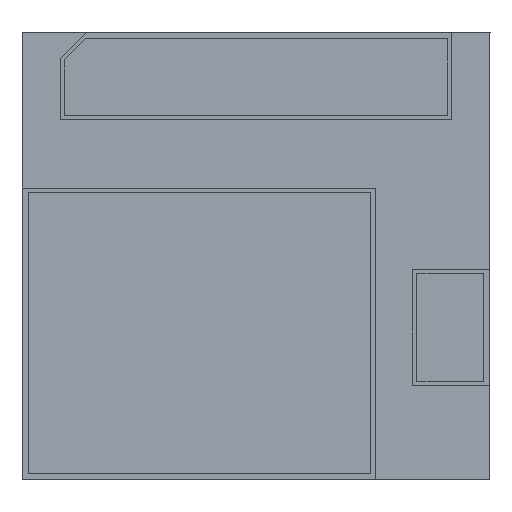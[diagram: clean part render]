
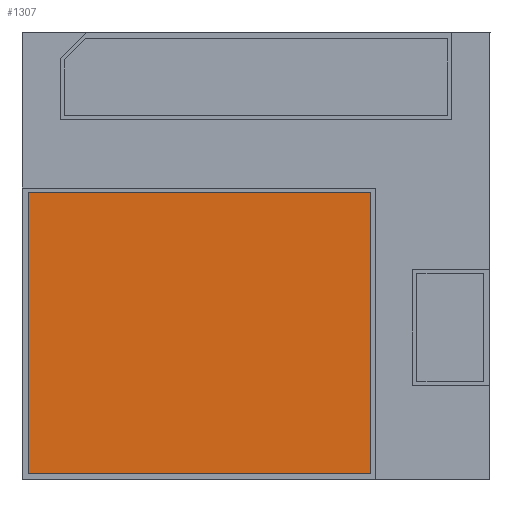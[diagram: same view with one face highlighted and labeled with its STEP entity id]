
A CAD part, top view. The second image highlights one B-rep face of the part: STEP entity #1307.
In plain terms, the highlighted planar face has unit normal (0, 0, 1).
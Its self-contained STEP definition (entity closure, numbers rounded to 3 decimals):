
#70 = ORIENTED_EDGE ( 'NONE', *, *, #1133, .T. ) ;
#73 = DIRECTION ( 'NONE',  ( -1., 0., 0. ) ) ;
#232 = LINE ( 'NONE', #717, #1051 ) ;
#371 = VECTOR ( 'NONE', #73, 1000. ) ;
#406 = DIRECTION ( 'NONE',  ( 1., 0., 0. ) ) ;
#443 = ORIENTED_EDGE ( 'NONE', *, *, #893, .T. ) ;
#457 = LINE ( 'NONE', #980, #371 ) ;
#578 = VERTEX_POINT ( 'NONE', #630 ) ;
#587 = FACE_OUTER_BOUND ( 'NONE', #922, .T. ) ;
#607 = DIRECTION ( 'NONE',  ( 0., 0., 1. ) ) ;
#630 = CARTESIAN_POINT ( 'NONE',  ( 0.05, 0.05, 0.04 ) ) ;
#643 = DIRECTION ( 'NONE',  ( 1., 0., 0. ) ) ;
#671 = ORIENTED_EDGE ( 'NONE', *, *, #1509, .T. ) ;
#700 = AXIS2_PLACEMENT_3D ( 'NONE', #1147, #607, #406 ) ;
#717 = CARTESIAN_POINT ( 'NONE',  ( 0.05, 0.05, 0.04 ) ) ;
#731 = CARTESIAN_POINT ( 'NONE',  ( 0.05, 2.8, 0.04 ) ) ;
#851 = CARTESIAN_POINT ( 'NONE',  ( 3.4, 0.05, 0.04 ) ) ;
#872 = VECTOR ( 'NONE', #1281, 1000. ) ;
#876 = VECTOR ( 'NONE', #1084, 1000. ) ;
#893 = EDGE_CURVE ( 'NONE', #578, #1107, #232, .T. ) ;
#911 = LINE ( 'NONE', #731, #872 ) ;
#922 = EDGE_LOOP ( 'NONE', ( #1119, #70, #671, #443 ) ) ;
#965 = CARTESIAN_POINT ( 'NONE',  ( 0.05, 2.8, 0.04 ) ) ;
#980 = CARTESIAN_POINT ( 'NONE',  ( 3.4, 2.8, 0.04 ) ) ;
#1023 = VERTEX_POINT ( 'NONE', #965 ) ;
#1034 = EDGE_CURVE ( 'NONE', #1107, #1120, #1142, .T. ) ;
#1051 = VECTOR ( 'NONE', #643, 1000. ) ;
#1084 = DIRECTION ( 'NONE',  ( 0., 1., 0. ) ) ;
#1107 = VERTEX_POINT ( 'NONE', #851 ) ;
#1119 = ORIENTED_EDGE ( 'NONE', *, *, #1034, .T. ) ;
#1120 = VERTEX_POINT ( 'NONE', #1547 ) ;
#1133 = EDGE_CURVE ( 'NONE', #1120, #1023, #457, .T. ) ;
#1142 = LINE ( 'NONE', #1179, #876 ) ;
#1147 = CARTESIAN_POINT ( 'NONE',  ( 0., 0., 0.04 ) ) ;
#1179 = CARTESIAN_POINT ( 'NONE',  ( 3.4, 0.05, 0.04 ) ) ;
#1214 = PLANE ( 'NONE',  #700 ) ;
#1281 = DIRECTION ( 'NONE',  ( 0., -1., 0. ) ) ;
#1307 = ADVANCED_FACE ( 'NONE', ( #587 ), #1214, .T. ) ;
#1509 = EDGE_CURVE ( 'NONE', #1023, #578, #911, .T. ) ;
#1547 = CARTESIAN_POINT ( 'NONE',  ( 3.4, 2.8, 0.04 ) ) ;
